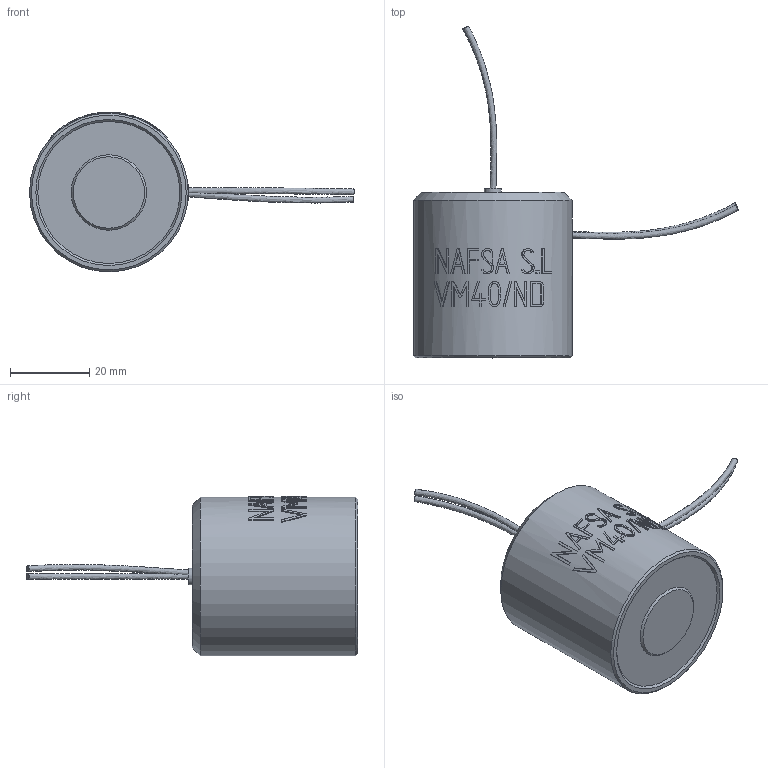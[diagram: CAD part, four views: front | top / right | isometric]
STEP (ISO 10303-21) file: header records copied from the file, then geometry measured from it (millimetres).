
FILE_DESCRIPTION( ( 'Unknown' ), '1' );
FILE_NAME( 'NAFSA_VM_ND_40_S.stp', 'Unknown', ( 'Unknown' ), ( 'Unknown' ), 'PSStep 11.0', 'Unknown', ' ' );
FILE_SCHEMA( ( 'AUTOMOTIVE_DESIGN { 1 0 10303 214 1 1 1 1 }' ) );
Length unit declared in the file: millimetre
Products named in the file (7): Assem1; Cto cables_VM50-VM100; manguera; Cable rojo_VM50_100; Cable negro_VM50_100; C_VEM25; Carcasa VM_ND_40_S
Bounding box: 81.91 x 83.62 x 40.25 mm (x, y, z)
Volume: 103728.2 mm3; surface area: 16933.4 mm2
Topology: 13 solids, 13 shells, 359 faces, 857 edges, 572 vertices
Faces by surface type: plane 188, bspline 106, cylinder 57, cone 8
Full cylindrical faces by diameter (mm): 0.854 x6, 1.5 x3, 4.134 x2, 4.25 x2, 4.3 x2, 40 x2
Entity records: 9463 total; most frequent: CARTESIAN_POINT 4905, ORIENTED_EDGE 788, EDGE_CURVE 394, B_SPLINE_CURVE_WITH_KNOTS 371, DIRECTION 300, VERTEX_POINT 272, EDGE_LOOP 212, FACE_OUTER_BOUND 183
